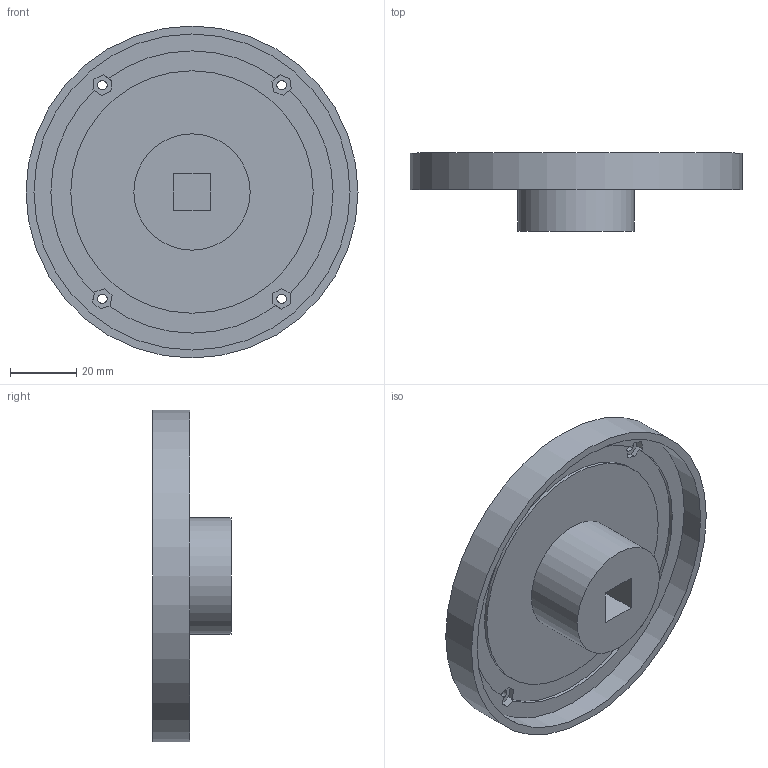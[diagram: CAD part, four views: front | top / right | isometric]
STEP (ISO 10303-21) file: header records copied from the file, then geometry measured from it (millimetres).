
FILE_DESCRIPTION(/* description */ (''),/* implementation_level */ '2;1');
FILE_NAME(/* name */ 'FACE PLATE VERTICAL ROTATOR V4.step',/* time_stamp */ '2024-08-07T21:55:33-04:00',/* author */ (''),/* organization */ (''),/* preprocessor_version */ 'ST-DEVELOPER v20',/* originating_system */ 'Autodesk Translation Framework v13.14.0.145',/* authorisation */ '');
FILE_SCHEMA (('AUTOMOTIVE_DESIGN { 1 0 10303 214 3 1 1 }'));
Length unit declared in the file: millimetre
Products named in the file (2): SHOULDER V2; VERTICAL ROTATOR  (1)
Assembly tree (1 placements, depth 2):
  SHOULDER V2
    VERTICAL ROTATOR  (1)
Bounding box: 100 x 23.5 x 100 mm (x, y, z)
Volume: 51250.1 mm3; surface area: 24882 mm2
Topology: 1 solids, 1 shells, 51 faces, 132 edges, 88 vertices
Faces by surface type: plane 39, cylinder 12
Full cylindrical faces by diameter (mm): 2.85 x4, 35 x1, 73 x1, 95.2 x1, 100 x1
Entity records: 1640 total; most frequent: CARTESIAN_POINT 274, ORIENTED_EDGE 264, DIRECTION 264, EDGE_CURVE 132, LINE 108, VECTOR 108, VERTEX_POINT 88, AXIS2_PLACEMENT_3D 78
